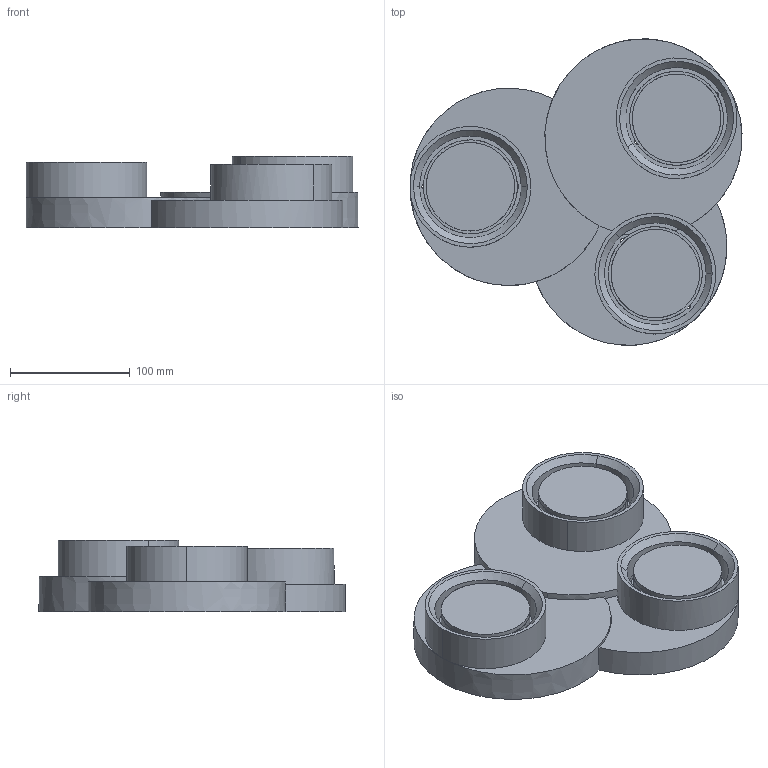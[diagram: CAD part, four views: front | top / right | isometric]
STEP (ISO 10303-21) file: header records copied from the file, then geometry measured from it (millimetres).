
FILE_DESCRIPTION(/* description */ (''),/* implementation_level */ '2;1');
FILE_NAME(/* name */ 'T359',/* time_stamp */ '2020-10-01T17:19:31+02:00',/* author */ (''),/* organization */ (''),/* preprocessor_version */ 'ST-DEVELOPER v16.5',/* originating_system */ '',/* authorisation */ '');
FILE_SCHEMA (('AUTOMOTIVE_DESIGN'));
Length unit declared in the file: millimetre
Products named in the file (1): Document
Bounding box: 277.63 x 256.11 x 60 mm (x, y, z)
Volume: 982994.9 mm3; surface area: 324873.2 mm2
Topology: 28 solids, 37 shells, 604 faces, 1407 edges, 925 vertices
Faces by surface type: bspline 396, plane 208
Entity records: 19844 total; most frequent: CARTESIAN_POINT 11182, ORIENTED_EDGE 2796, EDGE_CURVE 1407, VERTEX_POINT 925, EDGE_LOOP 766, ADVANCED_FACE 604, FACE_OUTER_BOUND 604, B_SPLINE_CURVE_WITH_KNOTS 351
